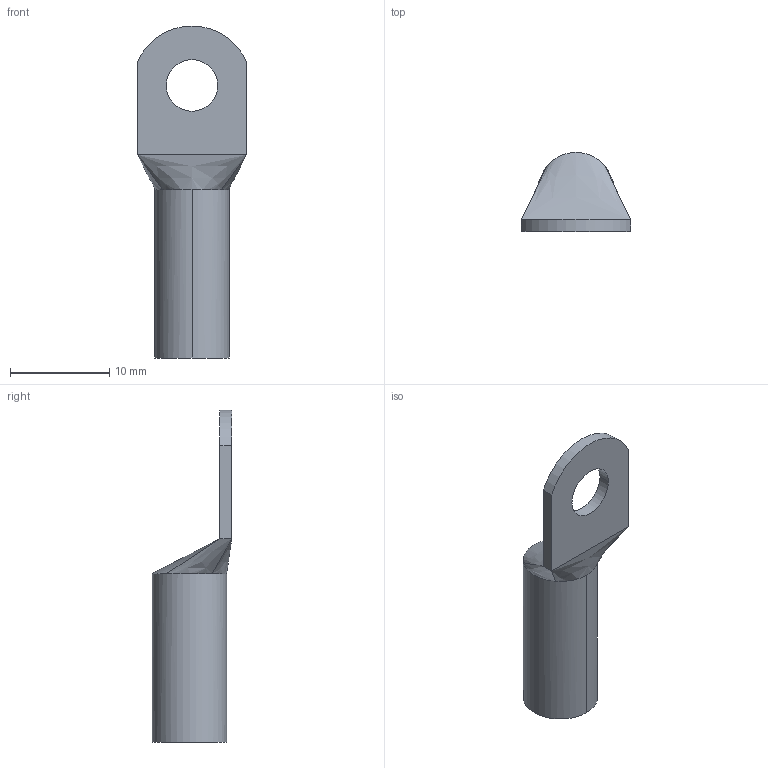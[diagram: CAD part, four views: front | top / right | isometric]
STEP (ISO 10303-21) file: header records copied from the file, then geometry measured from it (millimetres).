
FILE_DESCRIPTION(('STEP AP242'),'1');
FILE_NAME('710030-1.stp','2021-09-16T13:48:49',('TraceParts'),('TraceParts S.A.'),'Spatial InterOp 3D',' ',' ');
FILE_SCHEMA(('AP242_MANAGED_MODEL_BASED_3D_ENGINEERING_MIM_LF {1 0 10303 442 1 1 4}'));
Length unit declared in the file: millimetre
Products named in the file (1): 710030-1
Bounding box: 11 x 8 x 33.5 mm (x, y, z)
Volume: 977 mm3; surface area: 857.9 mm2
Topology: 1 solids, 1 shells, 17 faces, 38 edges, 24 vertices
Faces by surface type: cylinder 7, plane 6, bspline 4
Entity records: 609 total; most frequent: CARTESIAN_POINT 204, DIRECTION 84, ORIENTED_EDGE 76, EDGE_CURVE 38, AXIS2_PLACEMENT_3D 32, VERTEX_POINT 24, EDGE_LOOP 20, LINE 20
